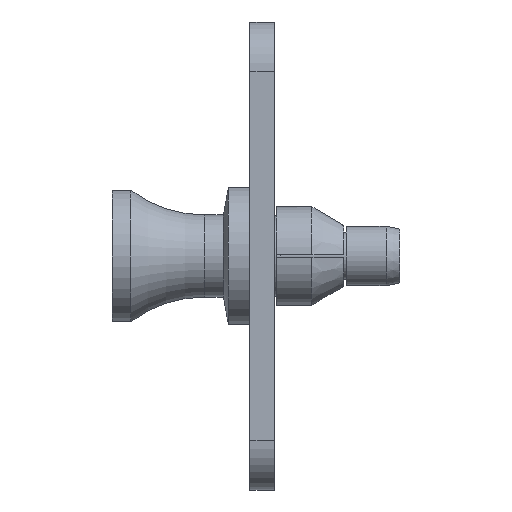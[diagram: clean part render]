
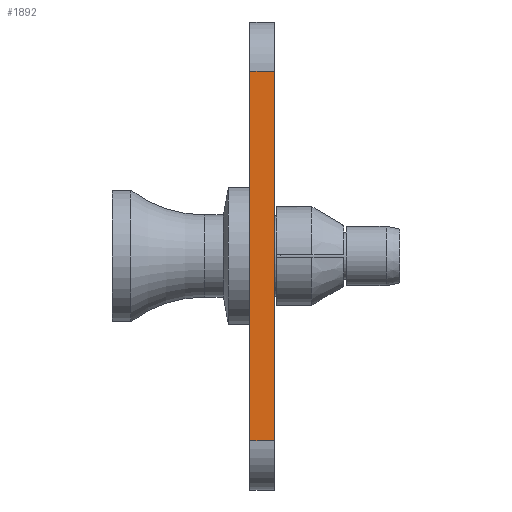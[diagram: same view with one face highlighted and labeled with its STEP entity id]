
A CAD part, left-side view. The second image highlights one B-rep face of the part: STEP entity #1892.
In plain terms, the highlighted planar face has unit normal (-1, 0, 0).
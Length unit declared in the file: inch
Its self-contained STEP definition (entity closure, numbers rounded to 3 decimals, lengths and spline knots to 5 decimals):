
#1078 = CARTESIAN_POINT ( 'NONE',  ( -2.55, 0., -0.45 ) ) ;
#1094 = DIRECTION ( 'NONE',  ( 0., -1., 0. ) ) ;
#1095 = VECTOR ( 'NONE', #1094, 39.37008 ) ;
#1096 = CARTESIAN_POINT ( 'NONE',  ( -2.55, 0.06, -0.45 ) ) ;
#1097 = LINE ( 'NONE', #1096, #1095 ) ;
#1129 = DIRECTION ( 'NONE',  ( 0., 0., 1. ) ) ;
#1137 = LINE ( 'NONE', #1146, #1145 ) ;
#1145 = VECTOR ( 'NONE', #1129, 39.37008 ) ;
#1146 = CARTESIAN_POINT ( 'NONE',  ( -2.55, 0., -0.57 ) ) ;
#1162 = CARTESIAN_POINT ( 'NONE',  ( -2.55, 0.06, -0.57 ) ) ;
#1165 = CARTESIAN_POINT ( 'NONE',  ( -2.55, 0.06, -0.45 ) ) ;
#1182 = LINE ( 'NONE', #1162, #1233 ) ;
#1183 = DIRECTION ( 'NONE',  ( 0., 0., 1. ) ) ;
#1191 = AXIS2_PLACEMENT_3D ( 'NONE', #1229, #1228, #1196 ) ;
#1196 = DIRECTION ( 'NONE',  ( 0., 0., -1. ) ) ;
#1197 = CARTESIAN_POINT ( 'NONE',  ( -2.55, 0., 0.45 ) ) ;
#1209 = PLANE ( 'NONE',  #1191 ) ;
#1210 = DIRECTION ( 'NONE',  ( 0., 1., 0. ) ) ;
#1211 = VECTOR ( 'NONE', #1210, 39.37008 ) ;
#1212 = CARTESIAN_POINT ( 'NONE',  ( -2.55, 0.06, 0.45 ) ) ;
#1213 = LINE ( 'NONE', #1212, #1211 ) ;
#1220 = FACE_OUTER_BOUND ( 'NONE', #1887, .T. ) ;
#1228 = DIRECTION ( 'NONE',  ( 1., 0., 0. ) ) ;
#1229 = CARTESIAN_POINT ( 'NONE',  ( -2.55, 0.06, -0.57 ) ) ;
#1231 = CARTESIAN_POINT ( 'NONE',  ( -2.55, 0.06, 0.45 ) ) ;
#1233 = VECTOR ( 'NONE', #1183, 39.37008 ) ;
#1855 = EDGE_CURVE ( 'NONE', #1882, #1858, #1097, .T. ) ;
#1856 = ORIENTED_EDGE ( 'NONE', *, *, #1871, .T. ) ;
#1858 = VERTEX_POINT ( 'NONE', #1078 ) ;
#1871 = EDGE_CURVE ( 'NONE', #1858, #1890, #1137, .T. ) ;
#1872 = ORIENTED_EDGE ( 'NONE', *, *, #1855, .T. ) ;
#1879 = EDGE_CURVE ( 'NONE', #1882, #1881, #1182, .T. ) ;
#1881 = VERTEX_POINT ( 'NONE', #1231 ) ;
#1882 = VERTEX_POINT ( 'NONE', #1165 ) ;
#1884 = ORIENTED_EDGE ( 'NONE', *, *, #1891, .T. ) ;
#1886 = ORIENTED_EDGE ( 'NONE', *, *, #1879, .F. ) ;
#1887 = EDGE_LOOP ( 'NONE', ( #1886, #1872, #1856, #1884 ) ) ;
#1890 = VERTEX_POINT ( 'NONE', #1197 ) ;
#1891 = EDGE_CURVE ( 'NONE', #1890, #1881, #1213, .T. ) ;
#1892 = ADVANCED_FACE ( 'NONE', ( #1220 ), #1209, .F. ) ;
